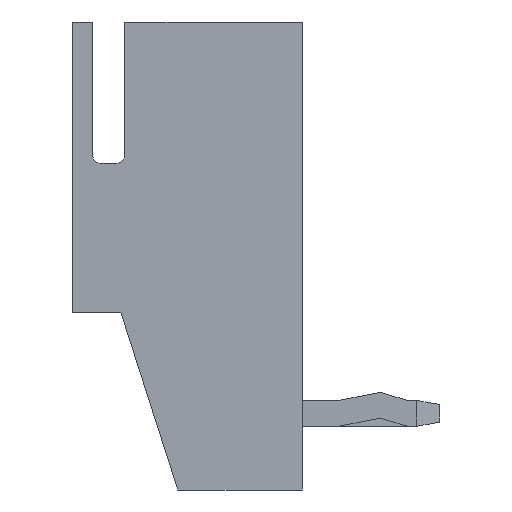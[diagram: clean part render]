
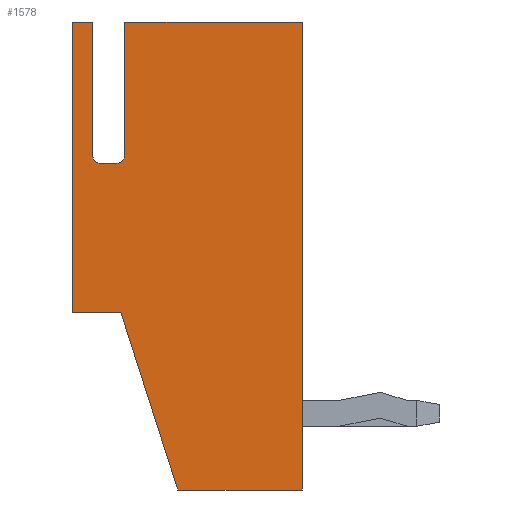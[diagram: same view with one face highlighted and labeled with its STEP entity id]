
A CAD part, left-side view. The second image highlights one B-rep face of the part: STEP entity #1578.
In plain terms, the highlighted planar face has unit normal (-1, 0, 0).
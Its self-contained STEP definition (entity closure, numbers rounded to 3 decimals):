
#93 = CARTESIAN_POINT ( 'NONE',  ( 8.75, 2.85, 7.2 ) ) ;
#310 = EDGE_CURVE ( 'NONE', #1978, #4954, #3138, .T. ) ;
#314 = PLANE ( 'NONE',  #3124 ) ;
#341 = VECTOR ( 'NONE', #4459, 1000. ) ;
#402 = ORIENTED_EDGE ( 'NONE', *, *, #1469, .F. ) ;
#452 = EDGE_CURVE ( 'NONE', #4828, #3824, #1556, .T. ) ;
#470 = CARTESIAN_POINT ( 'NONE',  ( 8.75, -2.85, -4.4 ) ) ;
#546 = LINE ( 'NONE', #2128, #341 ) ;
#557 = LINE ( 'NONE', #1705, #1693 ) ;
#657 = ORIENTED_EDGE ( 'NONE', *, *, #1792, .F. ) ;
#721 = DIRECTION ( 'NONE',  ( -1., 0., 0. ) ) ;
#833 = VECTOR ( 'NONE', #1180, 1000. ) ;
#861 = EDGE_CURVE ( 'NONE', #2894, #4796, #1208, .T. ) ;
#931 = DIRECTION ( 'NONE',  ( 0., -0.305, -0.952 ) ) ;
#957 = LINE ( 'NONE', #1285, #2609 ) ;
#993 = ORIENTED_EDGE ( 'NONE', *, *, #2311, .F. ) ;
#1038 = CARTESIAN_POINT ( 'NONE',  ( 8.75, 1.75, 3.9 ) ) ;
#1124 = DIRECTION ( 'NONE',  ( 0., 0., -1. ) ) ;
#1180 = DIRECTION ( 'NONE',  ( 0., 0., -1. ) ) ;
#1208 = LINE ( 'NONE', #5153, #833 ) ;
#1246 = CARTESIAN_POINT ( 'NONE',  ( 8.75, 2.15, 3.7 ) ) ;
#1285 = CARTESIAN_POINT ( 'NONE',  ( 8.75, 1.65, 0. ) ) ;
#1295 = DIRECTION ( 'NONE',  ( 0., -1., 0. ) ) ;
#1439 = AXIS2_PLACEMENT_3D ( 'NONE', #1038, #721, #1124 ) ;
#1463 = DIRECTION ( 'NONE',  ( 0., 0., -1. ) ) ;
#1469 = EDGE_CURVE ( 'NONE', #2793, #1612, #2457, .T. ) ;
#1496 = CARTESIAN_POINT ( 'NONE',  ( 8.75, -2.85, 0. ) ) ;
#1497 = FACE_OUTER_BOUND ( 'NONE', #1716, .T. ) ;
#1551 = ORIENTED_EDGE ( 'NONE', *, *, #861, .F. ) ;
#1556 = LINE ( 'NONE', #1496, #2189 ) ;
#1565 = CARTESIAN_POINT ( 'NONE',  ( 8.75, 1.55, 7.2 ) ) ;
#1578 = ADVANCED_FACE ( 'NONE', ( #1497 ), #314, .F. ) ;
#1612 = VERTEX_POINT ( 'NONE', #3391 ) ;
#1643 = DIRECTION ( 'NONE',  ( 0., -1., 0. ) ) ;
#1680 = CIRCLE ( 'NONE', #4347, 0.2 ) ;
#1693 = VECTOR ( 'NONE', #4961, 1000. ) ;
#1705 = CARTESIAN_POINT ( 'NONE',  ( 8.75, 1.55, 7.2 ) ) ;
#1714 = ORIENTED_EDGE ( 'NONE', *, *, #2474, .F. ) ;
#1716 = EDGE_LOOP ( 'NONE', ( #4753, #4781, #993, #402, #1714, #1551, #657, #2204, #2865, #4772, #2233, #1809 ) ) ;
#1792 = EDGE_CURVE ( 'NONE', #2167, #2894, #2986, .T. ) ;
#1809 = ORIENTED_EDGE ( 'NONE', *, *, #3169, .F. ) ;
#1973 = CARTESIAN_POINT ( 'NONE',  ( 8.75, 2.35, 7.2 ) ) ;
#1978 = VERTEX_POINT ( 'NONE', #3923 ) ;
#2041 = VECTOR ( 'NONE', #4937, 1000. ) ;
#2105 = LINE ( 'NONE', #4869, #4355 ) ;
#2128 = CARTESIAN_POINT ( 'NONE',  ( 8.75, 2.85, 7.2 ) ) ;
#2167 = VERTEX_POINT ( 'NONE', #93 ) ;
#2171 = CARTESIAN_POINT ( 'NONE',  ( 8.75, -2.85, 7.2 ) ) ;
#2189 = VECTOR ( 'NONE', #4684, 1000. ) ;
#2199 = EDGE_CURVE ( 'NONE', #3824, #1978, #957, .T. ) ;
#2204 = ORIENTED_EDGE ( 'NONE', *, *, #3716, .T. ) ;
#2220 = LINE ( 'NONE', #5040, #2502 ) ;
#2233 = ORIENTED_EDGE ( 'NONE', *, *, #310, .T. ) ;
#2238 = EDGE_CURVE ( 'NONE', #4334, #3599, #557, .T. ) ;
#2262 = CARTESIAN_POINT ( 'NONE',  ( 8.75, 1.65, 0. ) ) ;
#2311 = EDGE_CURVE ( 'NONE', #1612, #4334, #3694, .T. ) ;
#2405 = CARTESIAN_POINT ( 'NONE',  ( 8.75, 2.15, 3.9 ) ) ;
#2457 = LINE ( 'NONE', #1246, #4523 ) ;
#2474 = EDGE_CURVE ( 'NONE', #4796, #2793, #1680, .T. ) ;
#2502 = VECTOR ( 'NONE', #1463, 1000. ) ;
#2571 = CARTESIAN_POINT ( 'NONE',  ( 8.75, 2.35, 3.9 ) ) ;
#2609 = VECTOR ( 'NONE', #931, 1000. ) ;
#2793 = VERTEX_POINT ( 'NONE', #5182 ) ;
#2865 = ORIENTED_EDGE ( 'NONE', *, *, #452, .T. ) ;
#2894 = VERTEX_POINT ( 'NONE', #1973 ) ;
#2942 = CARTESIAN_POINT ( 'NONE',  ( 8.75, 1.55, 3.9 ) ) ;
#2986 = LINE ( 'NONE', #2171, #2041 ) ;
#3124 = AXIS2_PLACEMENT_3D ( 'NONE', #3128, #4715, #4191 ) ;
#3128 = CARTESIAN_POINT ( 'NONE',  ( 8.75, -2.85, 7.2 ) ) ;
#3138 = LINE ( 'NONE', #3603, #3541 ) ;
#3169 = EDGE_CURVE ( 'NONE', #3906, #4954, #2220, .T. ) ;
#3391 = CARTESIAN_POINT ( 'NONE',  ( 8.75, 1.75, 3.7 ) ) ;
#3435 = CARTESIAN_POINT ( 'NONE',  ( 8.75, 2.85, 0. ) ) ;
#3465 = CARTESIAN_POINT ( 'NONE',  ( 8.75, -2.85, 7.2 ) ) ;
#3541 = VECTOR ( 'NONE', #1643, 1000. ) ;
#3599 = VERTEX_POINT ( 'NONE', #1565 ) ;
#3603 = CARTESIAN_POINT ( 'NONE',  ( 8.75, 0.239, -4.4 ) ) ;
#3694 = CIRCLE ( 'NONE', #1439, 0.2 ) ;
#3716 = EDGE_CURVE ( 'NONE', #2167, #4828, #546, .T. ) ;
#3740 = EDGE_CURVE ( 'NONE', #3599, #3906, #2105, .T. ) ;
#3824 = VERTEX_POINT ( 'NONE', #2262 ) ;
#3906 = VERTEX_POINT ( 'NONE', #3465 ) ;
#3923 = CARTESIAN_POINT ( 'NONE',  ( 8.75, 0.239, -4.4 ) ) ;
#3993 = DIRECTION ( 'NONE',  ( 0., 0., 1. ) ) ;
#4115 = DIRECTION ( 'NONE',  ( 0., -1., 0. ) ) ;
#4191 = DIRECTION ( 'NONE',  ( 0., 0., -1. ) ) ;
#4334 = VERTEX_POINT ( 'NONE', #2942 ) ;
#4347 = AXIS2_PLACEMENT_3D ( 'NONE', #2405, #5123, #3993 ) ;
#4355 = VECTOR ( 'NONE', #1295, 1000. ) ;
#4459 = DIRECTION ( 'NONE',  ( 0., 0., -1. ) ) ;
#4523 = VECTOR ( 'NONE', #4115, 1000. ) ;
#4684 = DIRECTION ( 'NONE',  ( 0., -1., 0. ) ) ;
#4715 = DIRECTION ( 'NONE',  ( 1., 0., 0. ) ) ;
#4753 = ORIENTED_EDGE ( 'NONE', *, *, #3740, .F. ) ;
#4772 = ORIENTED_EDGE ( 'NONE', *, *, #2199, .T. ) ;
#4781 = ORIENTED_EDGE ( 'NONE', *, *, #2238, .F. ) ;
#4796 = VERTEX_POINT ( 'NONE', #2571 ) ;
#4828 = VERTEX_POINT ( 'NONE', #3435 ) ;
#4869 = CARTESIAN_POINT ( 'NONE',  ( 8.75, -2.85, 7.2 ) ) ;
#4937 = DIRECTION ( 'NONE',  ( 0., -1., 0. ) ) ;
#4954 = VERTEX_POINT ( 'NONE', #470 ) ;
#4961 = DIRECTION ( 'NONE',  ( 0., 0., 1. ) ) ;
#5040 = CARTESIAN_POINT ( 'NONE',  ( 8.75, -2.85, 7.2 ) ) ;
#5123 = DIRECTION ( 'NONE',  ( -1., 0., 0. ) ) ;
#5153 = CARTESIAN_POINT ( 'NONE',  ( 8.75, 2.35, 7.2 ) ) ;
#5182 = CARTESIAN_POINT ( 'NONE',  ( 8.75, 2.15, 3.7 ) ) ;
